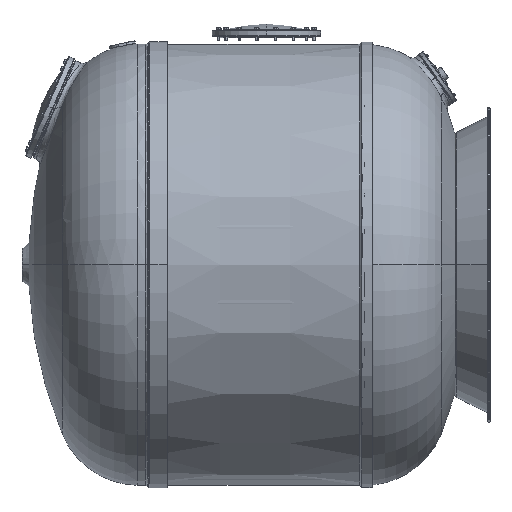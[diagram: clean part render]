
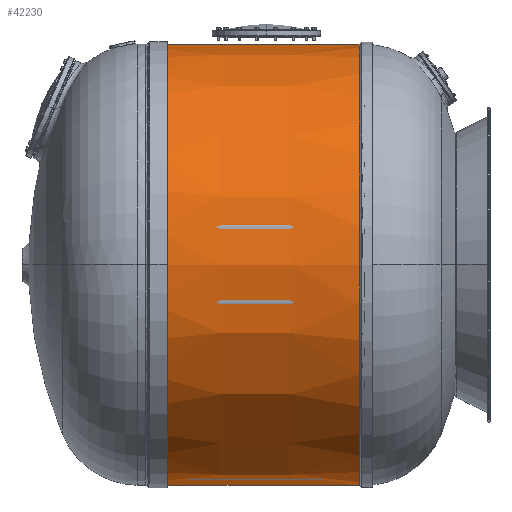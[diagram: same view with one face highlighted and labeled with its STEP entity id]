
A CAD part, left-side view. The second image highlights one B-rep face of the part: STEP entity #42230.
In plain terms, the highlighted conical face has half-angle 0 degrees and reference radius 1017.5 mm.
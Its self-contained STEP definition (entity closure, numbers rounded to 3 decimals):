
#1620 = EDGE_CURVE ( 'NONE', #32347, #57186, #10625, .T. ) ;
#1899 = CARTESIAN_POINT ( 'NONE',  ( 725., 1564.953, 292.5 ) ) ;
#4141 = ORIENTED_EDGE ( 'NONE', *, *, #82592, .F. ) ;
#5426 = CIRCLE ( 'NONE', #86762, 1017.5 ) ;
#7233 = CARTESIAN_POINT ( 'NONE',  ( 725., 1564.953, -1742.5 ) ) ;
#7779 = VECTOR ( 'NONE', #37182, 1000. ) ;
#10625 = LINE ( 'NONE', #61036, #58808 ) ;
#12057 = CARTESIAN_POINT ( 'NONE',  ( 725., 601.72, -1742.5 ) ) ;
#12064 = CIRCLE ( 'NONE', #88904, 1017.5 ) ;
#17165 = DIRECTION ( 'NONE',  ( 0., 0., 1. ) ) ;
#25235 = ORIENTED_EDGE ( 'NONE', *, *, #40029, .F. ) ;
#25359 = DIRECTION ( 'NONE',  ( 0., 1., 0. ) ) ;
#25816 = DIRECTION ( 'NONE',  ( 0., 0., 1. ) ) ;
#29427 = VERTEX_POINT ( 'NONE', #7233 ) ;
#31780 = DIRECTION ( 'NONE',  ( 0., 1., 0. ) ) ;
#32347 = VERTEX_POINT ( 'NONE', #60245 ) ;
#37182 = DIRECTION ( 'NONE',  ( 0., 1., 0. ) ) ;
#40029 = EDGE_CURVE ( 'NONE', #62087, #29427, #59361, .T. ) ;
#42230 = ADVANCED_FACE ( 'NONE', ( #84361 ), #45961, .T. ) ;
#43413 = EDGE_CURVE ( 'NONE', #62087, #32347, #5426, .T. ) ;
#45961 = CONICAL_SURFACE ( 'NONE', #64038, 1017.5, 0. ) ;
#48474 = CARTESIAN_POINT ( 'NONE',  ( 725., 1564.953, -725. ) ) ;
#50128 = DIRECTION ( 'NONE',  ( 0., 1., 0. ) ) ;
#56758 = CARTESIAN_POINT ( 'NONE',  ( 725., 1564.953, -725. ) ) ;
#57186 = VERTEX_POINT ( 'NONE', #1899 ) ;
#58808 = VECTOR ( 'NONE', #31780, 1000. ) ;
#59361 = LINE ( 'NONE', #74380, #7779 ) ;
#60245 = CARTESIAN_POINT ( 'NONE',  ( 725., 601.72, 292.5 ) ) ;
#61036 = CARTESIAN_POINT ( 'NONE',  ( 725., 1564.953, 292.5 ) ) ;
#62087 = VERTEX_POINT ( 'NONE', #12057 ) ;
#64038 = AXIS2_PLACEMENT_3D ( 'NONE', #48474, #25359, #25816 ) ;
#74205 = DIRECTION ( 'NONE',  ( 0., 1., 0. ) ) ;
#74380 = CARTESIAN_POINT ( 'NONE',  ( 725., 1564.953, -1742.5 ) ) ;
#79493 = ORIENTED_EDGE ( 'NONE', *, *, #1620, .T. ) ;
#80318 = ORIENTED_EDGE ( 'NONE', *, *, #43413, .T. ) ;
#81194 = EDGE_LOOP ( 'NONE', ( #25235, #80318, #79493, #4141 ) ) ;
#82592 = EDGE_CURVE ( 'NONE', #29427, #57186, #12064, .T. ) ;
#84361 = FACE_OUTER_BOUND ( 'NONE', #81194, .T. ) ;
#85573 = DIRECTION ( 'NONE',  ( 0., 0., 1. ) ) ;
#86762 = AXIS2_PLACEMENT_3D ( 'NONE', #88475, #74205, #17165 ) ;
#88475 = CARTESIAN_POINT ( 'NONE',  ( 725., 601.72, -725. ) ) ;
#88904 = AXIS2_PLACEMENT_3D ( 'NONE', #56758, #50128, #85573 ) ;
